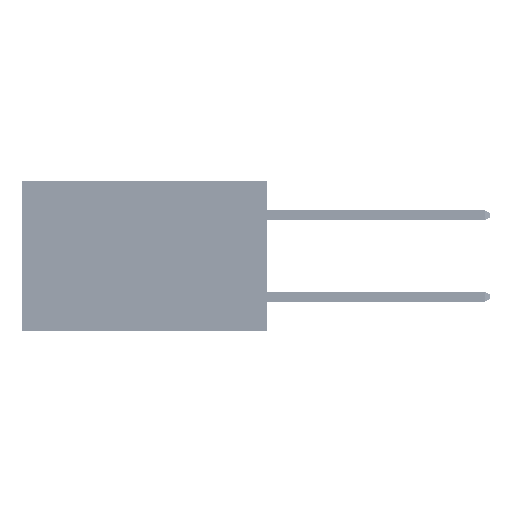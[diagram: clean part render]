
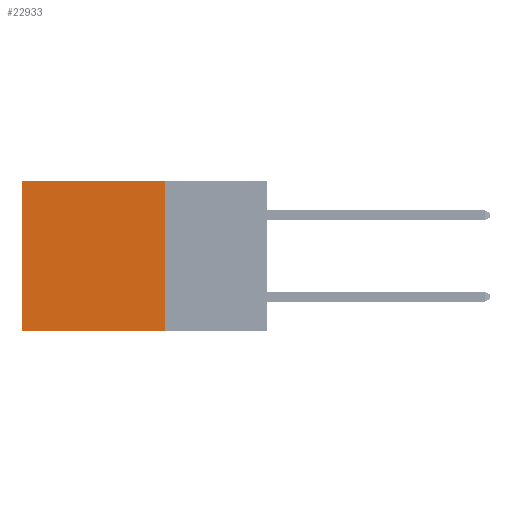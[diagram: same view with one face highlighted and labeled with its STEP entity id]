
A CAD part, left-side view. The second image highlights one B-rep face of the part: STEP entity #22933.
In plain terms, the highlighted planar face has unit normal (-1, 0, 0).
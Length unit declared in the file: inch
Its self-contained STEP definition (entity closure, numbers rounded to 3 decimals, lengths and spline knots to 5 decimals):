
#1537 = EDGE_CURVE ( 'NONE', #49909, #36225, #38415, .T. ) ;
#1712 = ORIENTED_EDGE ( 'NONE', *, *, #1537, .F. ) ;
#2620 = VECTOR ( 'NONE', #40661, 39.37008 ) ;
#3984 = VECTOR ( 'NONE', #13248, 39.37008 ) ;
#6997 = CARTESIAN_POINT ( 'NONE',  ( 0.2875, 0.6, 0. ) ) ;
#8190 = VERTEX_POINT ( 'NONE', #36088 ) ;
#8308 = AXIS2_PLACEMENT_3D ( 'NONE', #50799, #23305, #27096 ) ;
#11510 = CARTESIAN_POINT ( 'NONE',  ( 0.2875, 0.25, 0. ) ) ;
#11890 = ORIENTED_EDGE ( 'NONE', *, *, #40343, .T. ) ;
#13248 = DIRECTION ( 'NONE',  ( 0., 1., 0. ) ) ;
#14368 = CARTESIAN_POINT ( 'NONE',  ( 0.2875, 0.25, 0. ) ) ;
#14493 = LINE ( 'NONE', #40683, #3984 ) ;
#14536 = CARTESIAN_POINT ( 'NONE',  ( 0.2875, 0.25, -0.37 ) ) ;
#16312 = EDGE_LOOP ( 'NONE', ( #11890, #46516, #1712, #33019 ) ) ;
#18857 = VECTOR ( 'NONE', #34605, 39.37008 ) ;
#21826 = EDGE_CURVE ( 'NONE', #49909, #8190, #50143, .T. ) ;
#22560 = LINE ( 'NONE', #6997, #18857 ) ;
#22933 = ADVANCED_FACE ( 'NONE', ( #44479 ), #30883, .F. ) ;
#23305 = DIRECTION ( 'NONE',  ( 1., 0., 0. ) ) ;
#27096 = DIRECTION ( 'NONE',  ( 0., 0., -1. ) ) ;
#28028 = CARTESIAN_POINT ( 'NONE',  ( 0.2875, 0.6, -0.37 ) ) ;
#28058 = CARTESIAN_POINT ( 'NONE',  ( 0.2875, 0.25, 0. ) ) ;
#30883 = PLANE ( 'NONE',  #8308 ) ;
#33019 = ORIENTED_EDGE ( 'NONE', *, *, #21826, .T. ) ;
#33463 = EDGE_CURVE ( 'NONE', #36225, #35114, #14493, .T. ) ;
#34605 = DIRECTION ( 'NONE',  ( 0., 0., -1. ) ) ;
#34639 = DIRECTION ( 'NONE',  ( 0., 1., 0. ) ) ;
#35114 = VERTEX_POINT ( 'NONE', #28028 ) ;
#36088 = CARTESIAN_POINT ( 'NONE',  ( 0.2875, 0.6, 0. ) ) ;
#36225 = VERTEX_POINT ( 'NONE', #14536 ) ;
#36524 = VECTOR ( 'NONE', #34639, 39.37008 ) ;
#38415 = LINE ( 'NONE', #28058, #2620 ) ;
#40343 = EDGE_CURVE ( 'NONE', #8190, #35114, #22560, .T. ) ;
#40661 = DIRECTION ( 'NONE',  ( 0., 0., -1. ) ) ;
#40683 = CARTESIAN_POINT ( 'NONE',  ( 0.2875, 0.25, -0.37 ) ) ;
#44479 = FACE_OUTER_BOUND ( 'NONE', #16312, .T. ) ;
#46516 = ORIENTED_EDGE ( 'NONE', *, *, #33463, .F. ) ;
#49909 = VERTEX_POINT ( 'NONE', #14368 ) ;
#50143 = LINE ( 'NONE', #11510, #36524 ) ;
#50799 = CARTESIAN_POINT ( 'NONE',  ( 0.2875, 0.25, 0. ) ) ;
